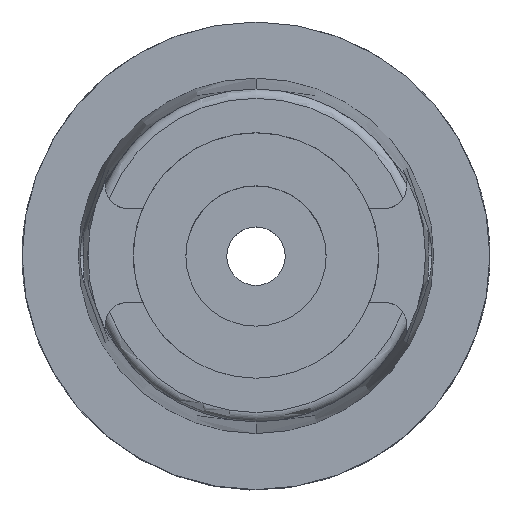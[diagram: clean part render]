
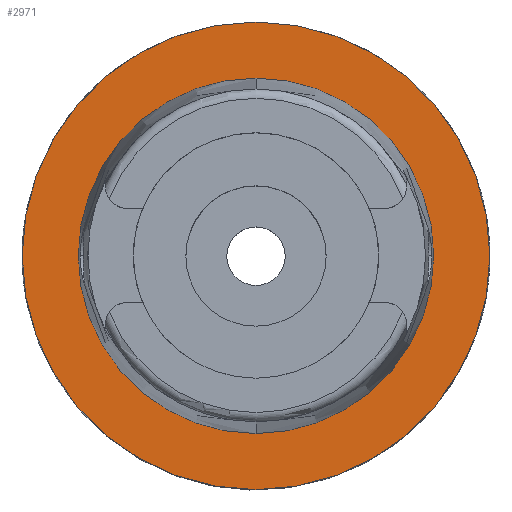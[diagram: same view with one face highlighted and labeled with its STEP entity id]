
A CAD part, top view. The second image highlights one B-rep face of the part: STEP entity #2971.
In plain terms, the highlighted planar face has unit normal (0, 0, 1).
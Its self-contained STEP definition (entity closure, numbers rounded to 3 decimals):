
#174 = DIRECTION ( 'NONE',  ( 0., -1., 0. ) ) ;
#297 = ORIENTED_EDGE ( 'NONE', *, *, #1492, .F. ) ;
#343 = VERTEX_POINT ( 'NONE', #1687 ) ;
#662 = DIRECTION ( 'NONE',  ( 0., 0., -1. ) ) ;
#668 = DIRECTION ( 'NONE',  ( 0., 0., 1. ) ) ;
#747 = DIRECTION ( 'NONE',  ( 0., -1., 0. ) ) ;
#982 = PLANE ( 'NONE',  #2802 ) ;
#1089 = AXIS2_PLACEMENT_3D ( 'NONE', #4666, #2182, #1303 ) ;
#1303 = DIRECTION ( 'NONE',  ( 0., -1., 0. ) ) ;
#1379 = EDGE_CURVE ( 'NONE', #343, #2486, #2312, .T. ) ;
#1382 = CIRCLE ( 'NONE', #3253, 20. ) ;
#1492 = EDGE_CURVE ( 'NONE', #4016, #3865, #1382, .T. ) ;
#1499 = FACE_BOUND ( 'NONE', #2487, .T. ) ;
#1687 = CARTESIAN_POINT ( 'NONE',  ( 0., 15.2, 0. ) ) ;
#1694 = CIRCLE ( 'NONE', #1089, 15.2 ) ;
#1806 = EDGE_LOOP ( 'NONE', ( #3397, #297 ) ) ;
#1962 = DIRECTION ( 'NONE',  ( 0., 0., -1. ) ) ;
#2182 = DIRECTION ( 'NONE',  ( 0., 0., 1. ) ) ;
#2312 = CIRCLE ( 'NONE', #5141, 15.2 ) ;
#2327 = EDGE_CURVE ( 'NONE', #2486, #343, #1694, .T. ) ;
#2446 = ORIENTED_EDGE ( 'NONE', *, *, #2327, .F. ) ;
#2486 = VERTEX_POINT ( 'NONE', #4914 ) ;
#2487 = EDGE_LOOP ( 'NONE', ( #3056, #2446 ) ) ;
#2606 = DIRECTION ( 'NONE',  ( 0., 1., 0. ) ) ;
#2781 = CARTESIAN_POINT ( 'NONE',  ( 0., 0., 0. ) ) ;
#2802 = AXIS2_PLACEMENT_3D ( 'NONE', #3915, #662, #174 ) ;
#2831 = CARTESIAN_POINT ( 'NONE',  ( 0., 20., 0. ) ) ;
#2898 = EDGE_CURVE ( 'NONE', #3865, #4016, #5207, .T. ) ;
#2971 = ADVANCED_FACE ( 'NONE', ( #3761, #1499 ), #982, .F. ) ;
#2987 = CARTESIAN_POINT ( 'NONE',  ( 0., -20., 0. ) ) ;
#3056 = ORIENTED_EDGE ( 'NONE', *, *, #1379, .F. ) ;
#3226 = AXIS2_PLACEMENT_3D ( 'NONE', #5032, #4989, #4207 ) ;
#3253 = AXIS2_PLACEMENT_3D ( 'NONE', #2781, #1962, #747 ) ;
#3397 = ORIENTED_EDGE ( 'NONE', *, *, #2898, .F. ) ;
#3437 = CARTESIAN_POINT ( 'NONE',  ( 0., 0., 0. ) ) ;
#3761 = FACE_OUTER_BOUND ( 'NONE', #1806, .T. ) ;
#3865 = VERTEX_POINT ( 'NONE', #2831 ) ;
#3915 = CARTESIAN_POINT ( 'NONE',  ( 0., 0., 0. ) ) ;
#4016 = VERTEX_POINT ( 'NONE', #2987 ) ;
#4207 = DIRECTION ( 'NONE',  ( 0., 1., 0. ) ) ;
#4666 = CARTESIAN_POINT ( 'NONE',  ( 0., 0., 0. ) ) ;
#4914 = CARTESIAN_POINT ( 'NONE',  ( 0., -15.2, 0. ) ) ;
#4989 = DIRECTION ( 'NONE',  ( 0., 0., -1. ) ) ;
#5032 = CARTESIAN_POINT ( 'NONE',  ( 0., 0., 0. ) ) ;
#5141 = AXIS2_PLACEMENT_3D ( 'NONE', #3437, #668, #2606 ) ;
#5207 = CIRCLE ( 'NONE', #3226, 20. ) ;
